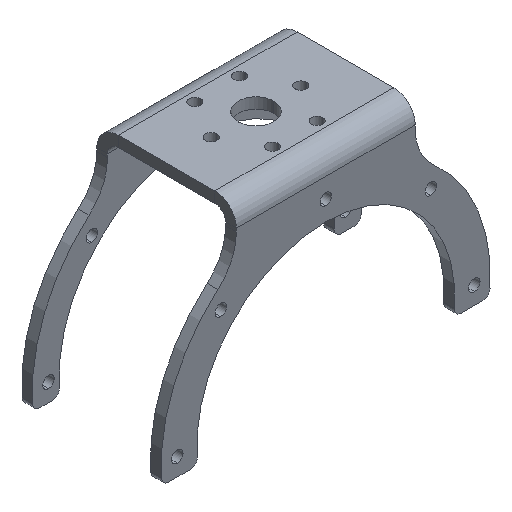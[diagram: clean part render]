
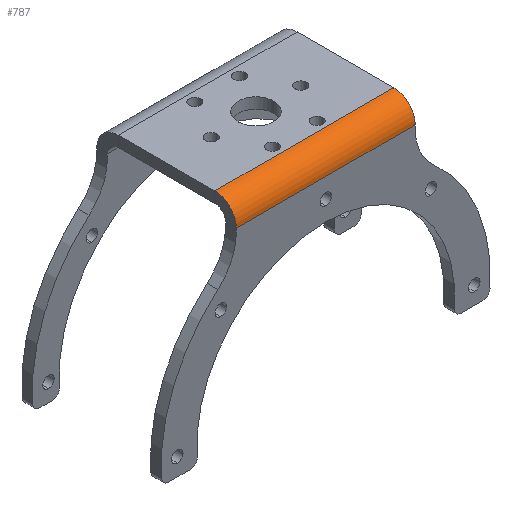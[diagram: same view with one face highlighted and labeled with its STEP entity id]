
A CAD part, isometric view. The second image highlights one B-rep face of the part: STEP entity #787.
In plain terms, the highlighted cylindrical face has radius 6 mm (diameter 12 mm), a partial arc.
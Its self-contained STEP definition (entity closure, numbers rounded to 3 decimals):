
#41 = CYLINDRICAL_SURFACE ( 'NONE', #1402, 6. ) ;
#52 = DIRECTION ( 'NONE',  ( 1., 0., 0. ) ) ;
#114 = CIRCLE ( 'NONE', #827, 6. ) ;
#128 = EDGE_LOOP ( 'NONE', ( #719, #1069, #2374, #2074 ) ) ;
#159 = CARTESIAN_POINT ( 'NONE',  ( -25., -3., 47. ) ) ;
#178 = DIRECTION ( 'NONE',  ( 1., 0., 0. ) ) ;
#516 = CARTESIAN_POINT ( 'NONE',  ( -25., 3., 53. ) ) ;
#611 = VERTEX_POINT ( 'NONE', #778 ) ;
#719 = ORIENTED_EDGE ( 'NONE', *, *, #1631, .F. ) ;
#764 = CARTESIAN_POINT ( 'NONE',  ( -25., 3., 47. ) ) ;
#778 = CARTESIAN_POINT ( 'NONE',  ( 25., 3., 53. ) ) ;
#787 = ADVANCED_FACE ( 'NONE', ( #2437 ), #41, .T. ) ;
#827 = AXIS2_PLACEMENT_3D ( 'NONE', #764, #997, #1191 ) ;
#845 = CARTESIAN_POINT ( 'NONE',  ( 25., 3., 47. ) ) ;
#972 = DIRECTION ( 'NONE',  ( 0., 0., -1. ) ) ;
#997 = DIRECTION ( 'NONE',  ( -1., 0., 0. ) ) ;
#1004 = DIRECTION ( 'NONE',  ( -1., 0., 0. ) ) ;
#1012 = EDGE_CURVE ( 'NONE', #611, #1656, #2429, .T. ) ;
#1069 = ORIENTED_EDGE ( 'NONE', *, *, #1012, .F. ) ;
#1128 = EDGE_CURVE ( 'NONE', #1700, #1394, #114, .T. ) ;
#1191 = DIRECTION ( 'NONE',  ( 0., 0., -1. ) ) ;
#1205 = VECTOR ( 'NONE', #2271, 1000. ) ;
#1394 = VERTEX_POINT ( 'NONE', #516 ) ;
#1402 = AXIS2_PLACEMENT_3D ( 'NONE', #845, #52, #1801 ) ;
#1404 = LINE ( 'NONE', #2199, #1734 ) ;
#1542 = EDGE_CURVE ( 'NONE', #611, #1394, #1404, .T. ) ;
#1578 = AXIS2_PLACEMENT_3D ( 'NONE', #2556, #178, #972 ) ;
#1631 = EDGE_CURVE ( 'NONE', #1656, #1700, #2098, .T. ) ;
#1656 = VERTEX_POINT ( 'NONE', #2482 ) ;
#1675 = CARTESIAN_POINT ( 'NONE',  ( 25., -3., 47. ) ) ;
#1700 = VERTEX_POINT ( 'NONE', #159 ) ;
#1734 = VECTOR ( 'NONE', #1004, 1000. ) ;
#1801 = DIRECTION ( 'NONE',  ( 0., 0., 1. ) ) ;
#2074 = ORIENTED_EDGE ( 'NONE', *, *, #1128, .F. ) ;
#2098 = LINE ( 'NONE', #1675, #1205 ) ;
#2199 = CARTESIAN_POINT ( 'NONE',  ( 0., 3., 53. ) ) ;
#2271 = DIRECTION ( 'NONE',  ( -1., 0., 0. ) ) ;
#2374 = ORIENTED_EDGE ( 'NONE', *, *, #1542, .T. ) ;
#2429 = CIRCLE ( 'NONE', #1578, 6. ) ;
#2437 = FACE_OUTER_BOUND ( 'NONE', #128, .T. ) ;
#2482 = CARTESIAN_POINT ( 'NONE',  ( 25., -3., 47. ) ) ;
#2556 = CARTESIAN_POINT ( 'NONE',  ( 25., 3., 47. ) ) ;
